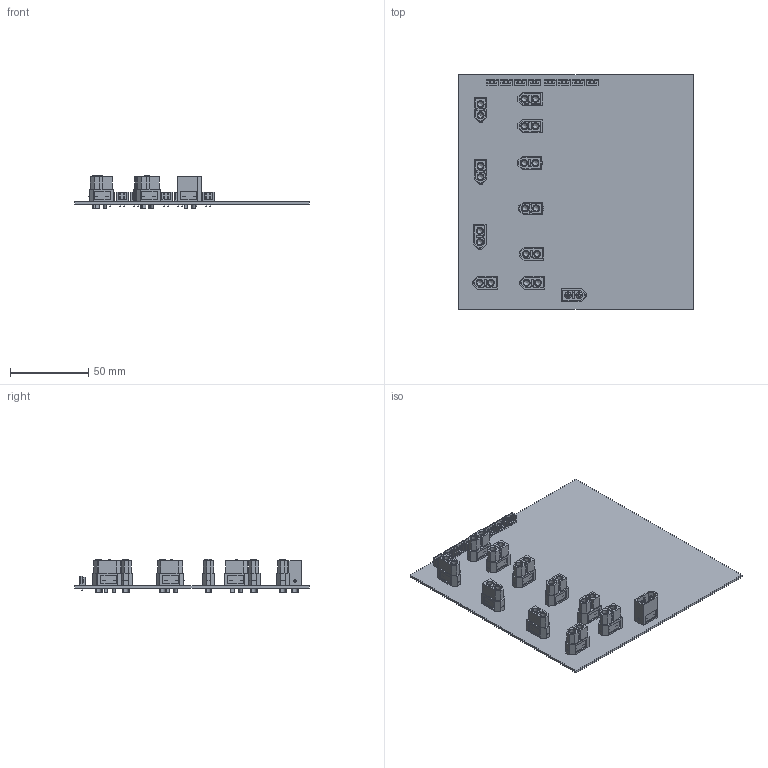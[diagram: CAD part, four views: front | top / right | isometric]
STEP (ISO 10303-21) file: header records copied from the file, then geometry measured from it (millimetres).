
FILE_DESCRIPTION(('KiCad electronic assembly'),'2;1');
FILE_NAME('Kratos26.step','2025-12-08T19:10:15',('Pcbnew'),('Kicad'), 'Open CASCADE STEP processor 7.8','KiCad to STEP converter','Unknown' );
FILE_SCHEMA(('AUTOMOTIVE_DESIGN { 1 0 10303 214 1 1 1 1 }'));
Length unit declared in the file: millimetre
Products named in the file (5): Kratos26 1; AMASS_XT60-F_1x02_P7.2mm_Vertical; JST_EH_B2B-EH-A_1x02_P2.50mm_Vertical; AMASS_XT60-M_1x02_P7.2mm_Vertical; Kratos26_PCB
Assembly tree (20 placements, depth 2):
  Kratos26 1
    AMASS_XT60-F_1x02_P7.2mm_Vertical  x10
    JST_EH_B2B-EH-A_1x02_P2.50mm_Vertical  x8
    AMASS_XT60-M_1x02_P7.2mm_Vertical
    Kratos26_PCB
Bounding box: 150 x 150 x 21.2 mm (x, y, z)
Volume: 47378.4 mm3; surface area: 72726.2 mm2
Topology: 42 solids, 42 shells, 1643 faces, 4250 edges, 2808 vertices
Faces by surface type: plane 1409, cylinder 182, cone 44, bspline 8
Full cylindrical faces by diameter (mm): 1 x16, 3 x22, 3.5 x20, 4.3 x44, 4.5 x42, 6 x22
Entity records: 11280 total; most frequent: CARTESIAN_POINT 2002, ORIENTED_EDGE 1732, DIRECTION 1730, EDGE_CURVE 866, LINE 658, VECTOR 658, VERTEX_POINT 576, AXIS2_PLACEMENT_3D 536
